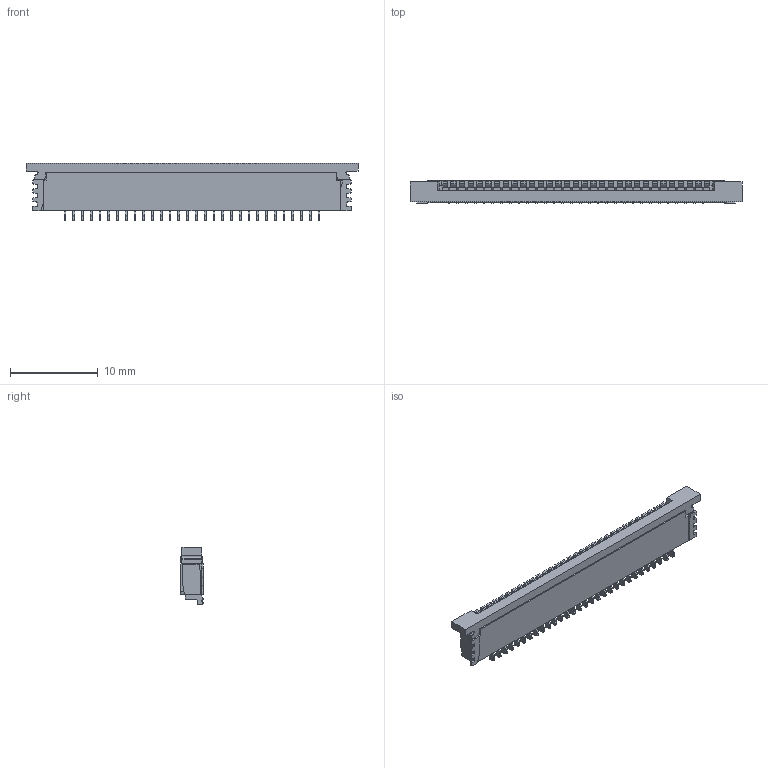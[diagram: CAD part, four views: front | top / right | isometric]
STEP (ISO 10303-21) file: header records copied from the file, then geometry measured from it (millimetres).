
FILE_DESCRIPTION((''),'2;1');
FILE_NAME('C-3-84953-0','2008-04-07T',('workeradm'),('Tyco Electronics Corporation'),'PRO/ENGINEER BY PARAMETRIC TECHNOLOGY CORPORATION, 2005450','PRO/ENGINEER BY PARAMETRIC TECHNOLOGY CORPORATION, 2005450','');
FILE_SCHEMA(('CONFIG_CONTROL_DESIGN', 'GEOMETRIC_VALIDATION_PROPERTIES_MIM'));
Length unit declared in the file: millimetre
Products named in the file (1): C-3-84953-0
Bounding box: 37.93 x 2.58 x 6.55 mm (x, y, z)
Volume: 388.2 mm3; surface area: 1243.7 mm2
Topology: 1 solids, 1 shells, 1064 faces, 3031 edges, 1993 vertices
Faces by surface type: plane 720, cylinder 344
Entity records: 34612 total; most frequent: CARTESIAN_POINT 6089, ORIENTED_EDGE 6062, DIRECTION 5847, EDGE_CURVE 3031, VECTOR 2343, LINE 2343, VERTEX_POINT 1993, AXIS2_PLACEMENT_3D 1752
